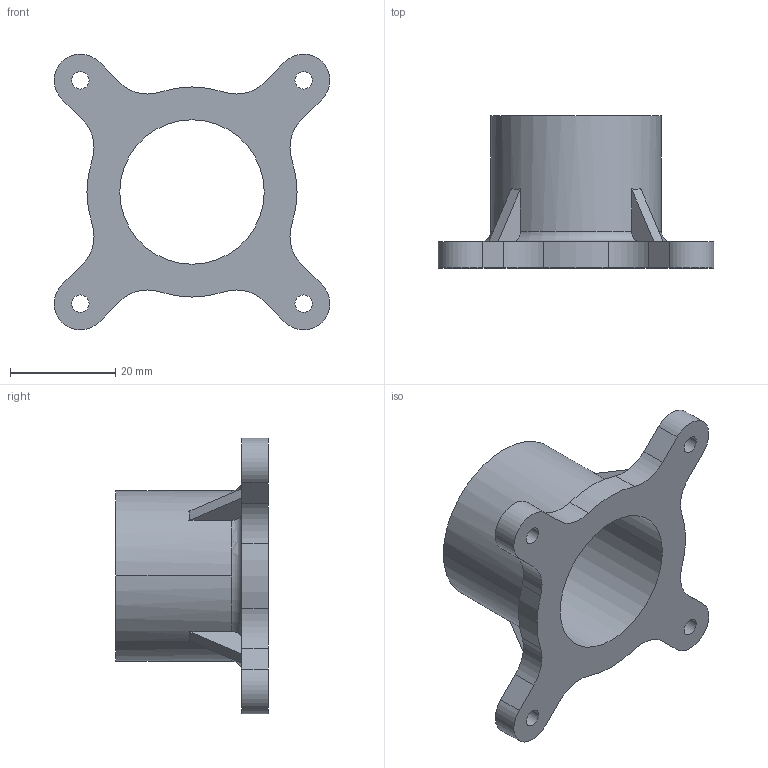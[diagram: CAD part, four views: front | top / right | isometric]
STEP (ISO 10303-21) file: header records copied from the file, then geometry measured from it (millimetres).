
FILE_DESCRIPTION((''),'2;1');
FILE_NAME('SPOOL-HOLDER-FLANGE','2013-10-07T',('CHALSPO'),('ABB Schweiz AG'),'PRO/ENGINEER BY PARAMETRIC TECHNOLOGY CORPORATION, 2011490','PRO/ENGINEER BY PARAMETRIC TECHNOLOGY CORPORATION, 2011490','');
FILE_SCHEMA(('CONFIG_CONTROL_DESIGN'));
Length unit declared in the file: millimetre
Products named in the file (1): SPOOL-HOLDER-FLANGE
Bounding box: 52.46 x 29 x 52.46 mm (x, y, z)
Volume: 12189.6 mm3; surface area: 8857 mm2
Topology: 1 solids, 1 shells, 55 faces, 163 edges, 118 vertices
Faces by surface type: cylinder 28, plane 23, torus 4
Entity records: 2016 total; most frequent: CARTESIAN_POINT 423, DIRECTION 343, ORIENTED_EDGE 312, EDGE_CURVE 156, AXIS2_PLACEMENT_3D 128, VERTEX_POINT 104, VECTOR 87, LINE 87
